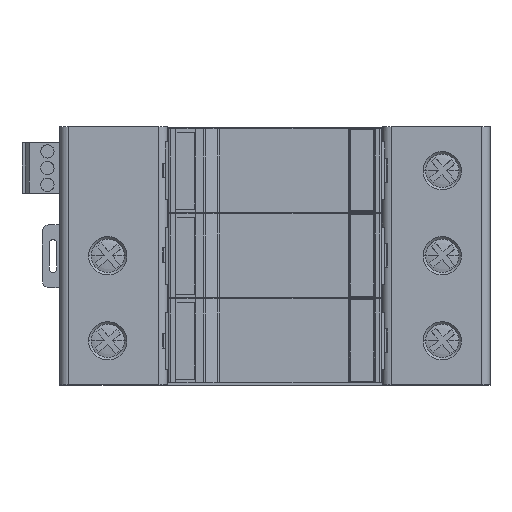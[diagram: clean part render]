
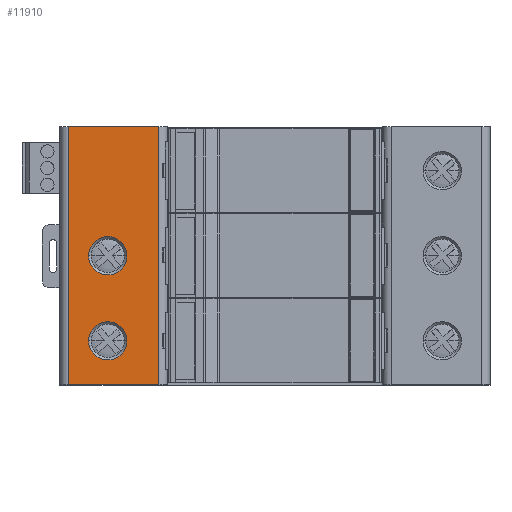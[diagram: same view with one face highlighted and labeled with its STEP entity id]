
A CAD part, top view. The second image highlights one B-rep face of the part: STEP entity #11910.
In plain terms, the highlighted planar face has unit normal (0, 0, 1).
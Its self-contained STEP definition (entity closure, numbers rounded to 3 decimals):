
#1650=CARTESIAN_POINT('',(-56.19,-111.675,
45.496));
#1660=VERTEX_POINT('',#1650);
#1820=CARTESIAN_POINT('',(-56.19,-57.675,
45.496));
#1830=VERTEX_POINT('',#1820);
#1860=CARTESIAN_POINT('',(-56.19,-110.575,
45.496));
#1870=DIRECTION('',(0.,-1.,0.));
#1880=VECTOR('',#1870,1.);
#1890=LINE('',#1860,#1880);
#1900=EDGE_CURVE('',#1830,#1660,#1890,.T.);
#11310=CARTESIAN_POINT('',(-52.56,-40.35,
45.496));
#11320=DIRECTION('',(0.,0.,-1.));
#11330=DIRECTION('',(1.,0.,0.));
#11340=AXIS2_PLACEMENT_3D('',#11310,#11320,#11330);
#11350=PLANE('',#11340);
#11360=CARTESIAN_POINT('',(-47.99,-84.675,
45.496));
#11370=DIRECTION('',(0.,0.,-1.));
#11380=DIRECTION('',(0.,-1.,0.));
#11390=AXIS2_PLACEMENT_3D('',#11360,#11370,#11380);
#11400=CIRCLE('',#11390,4.);
#11410=CARTESIAN_POINT('',(-43.99,-84.675,
45.496));
#11420=VERTEX_POINT('',#11410);
#11430=CARTESIAN_POINT('',(-51.99,-84.675,
45.496));
#11440=VERTEX_POINT('',#11430);
#11450=EDGE_CURVE('',#11420,#11440,#11400,.T.);
#11460=ORIENTED_EDGE('',*,*,#11450,.T.);
#11470=EDGE_CURVE('',#11440,#11420,#11400,.T.);
#11480=ORIENTED_EDGE('',*,*,#11470,.T.);
#11490=EDGE_LOOP('',(#11480,#11460));
#11500=FACE_BOUND('',#11490,.T.);
#11510=CARTESIAN_POINT('',(-47.99,-102.475,
45.496));
#11520=DIRECTION('',(0.,0.,-1.));
#11530=DIRECTION('',(-1.,0.,0.));
#11540=AXIS2_PLACEMENT_3D('',#11510,#11520,#11530);
#11550=CIRCLE('',#11540,4.);
#11560=CARTESIAN_POINT('',(-43.99,-102.475,
45.496));
#11570=VERTEX_POINT('',#11560);
#11580=CARTESIAN_POINT('',(-51.99,-102.475,
45.496));
#11590=VERTEX_POINT('',#11580);
#11600=EDGE_CURVE('',#11570,#11590,#11550,.T.);
#11610=ORIENTED_EDGE('',*,*,#11600,.T.);
#11620=EDGE_CURVE('',#11590,#11570,#11550,.T.);
#11630=ORIENTED_EDGE('',*,*,#11620,.T.);
#11640=EDGE_LOOP('',(#11630,#11610));
#11650=FACE_BOUND('',#11640,.T.);
#11660=CARTESIAN_POINT('',(0.,-111.675,
45.496));
#11670=DIRECTION('',(-1.,0.,0.));
#11680=VECTOR('',#11670,1.);
#11690=LINE('',#11660,#11680);
#11700=CARTESIAN_POINT('',(-37.29,-111.675,
45.496));
#11710=VERTEX_POINT('',#11700);
#11720=EDGE_CURVE('',#11710,#1660,#11690,.T.);
#11730=ORIENTED_EDGE('',*,*,#11720,.F.);
#11740=ORIENTED_EDGE('',*,*,#1900,.T.);
#11750=CARTESIAN_POINT('',(0.,-57.675,
45.496));
#11760=DIRECTION('',(-1.,0.,0.));
#11770=VECTOR('',#11760,1.);
#11780=LINE('',#11750,#11770);
#11790=CARTESIAN_POINT('',(-37.29,-57.675,
45.496));
#11800=VERTEX_POINT('',#11790);
#11810=EDGE_CURVE('',#11800,#1830,#11780,.T.);
#11820=ORIENTED_EDGE('',*,*,#11810,.T.);
#11830=CARTESIAN_POINT('',(-37.29,-75.95,
45.496));
#11840=DIRECTION('',(0.,-1.,0.));
#11850=VECTOR('',#11840,1.);
#11860=LINE('',#11830,#11850);
#11870=EDGE_CURVE('',#11800,#11710,#11860,.T.);
#11880=ORIENTED_EDGE('',*,*,#11870,.F.);
#11890=EDGE_LOOP('',(#11880,#11820,#11740,#11730));
#11900=FACE_OUTER_BOUND('',#11890,.T.);
#11910=ADVANCED_FACE('',(#11500,#11650,#11900),#11350,.F.);
